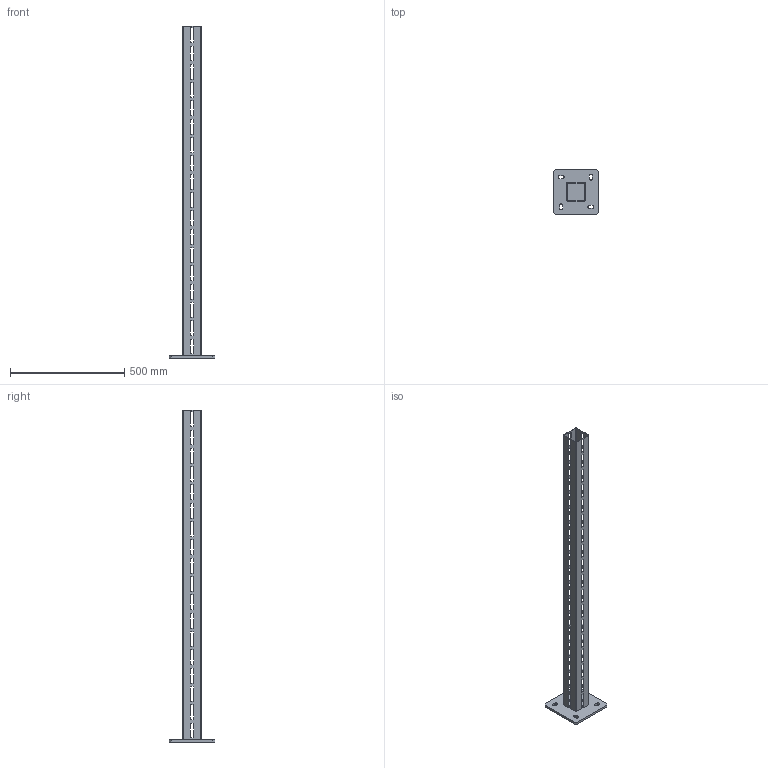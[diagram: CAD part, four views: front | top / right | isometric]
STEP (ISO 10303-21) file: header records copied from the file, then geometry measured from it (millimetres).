
FILE_DESCRIPTION (( 'STEP AP214' ), '1' );
FILE_NAME ('R954-106.STEP', '2024-07-09T07:46:51', ( '' ), ( '' ), 'SwSTEP 2.0', 'SolidWorks 2024', '' );
FILE_SCHEMA (( 'AUTOMOTIVE_DESIGN' ));
Length unit declared in the file: millimetre
Products named in the file (1): R954-106
Bounding box: 200 x 200 x 1450 mm (x, y, z)
Volume: 1314203.5 mm3; surface area: 859012.3 mm2
Topology: 1 solids, 1 shells, 624 faces, 1860 edges, 1240 vertices
Faces by surface type: plane 316, cylinder 308
Entity records: 21447 total; most frequent: DIRECTION 3726, CARTESIAN_POINT 3725, ORIENTED_EDGE 3720, EDGE_CURVE 1860, VECTOR 1244, LINE 1244, AXIS2_PLACEMENT_3D 1241, VERTEX_POINT 1240
